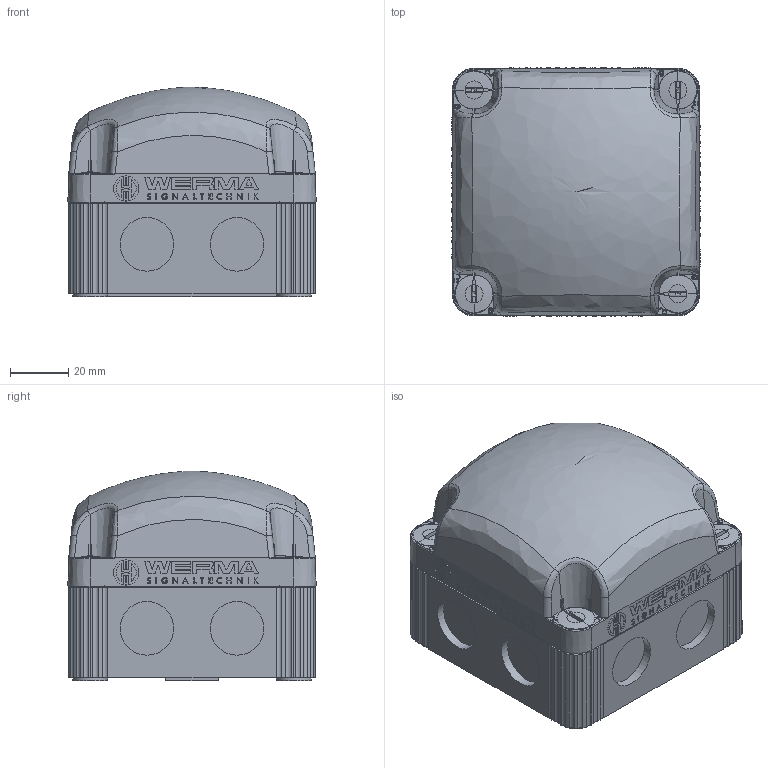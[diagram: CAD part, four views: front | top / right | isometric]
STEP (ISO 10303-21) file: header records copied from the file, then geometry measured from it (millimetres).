
FILE_DESCRIPTION(/* description */ ('Customer part'),/* implementation_level */ '2;1');
FILE_NAME(/* name */ '800000009524_PRT_000.step',/* time_stamp */ '2018-07-16T18:11:42+02:00',/* author */ ('IMPORT'),/* organization */ ('WERMA Signaltechnik GmbH+Co.KG'),/* preprocessor_version */ 'ST-DEVELOPER v17',/* originating_system */ 'Autodesk Inventor 2018',/* authorisation */ 'public');
FILE_SCHEMA (('AUTOMOTIVE_DESIGN { 1 0 10303 214 3 1 1 }'));
Products named in the file (1): 800000009524
Bounding box: 85.19 x 85.19 x 72.05 mm (x, y, z)
Volume: 412735.9 mm3; surface area: 56790.2 mm2
Topology: 1 solids, 11 shells, 2132 faces, 5894 edges, 3906 vertices
Faces by surface type: plane 1493, cylinder 408, cone 136, bspline 71, torus 16, sphere 8
Full cylindrical faces by diameter (mm): 5 x4, 6.1 x1, 8.5 x8, 8.9 x4, 9 x4, 12 x4, 18.376 x8
Entity records: 71559 total; most frequent: CARTESIAN_POINT 15186, ORIENTED_EDGE 11770, DIRECTION 10859, EDGE_CURVE 5885, LINE 4009, VECTOR 4009, VERTEX_POINT 3906, AXIS2_PLACEMENT_3D 3425
